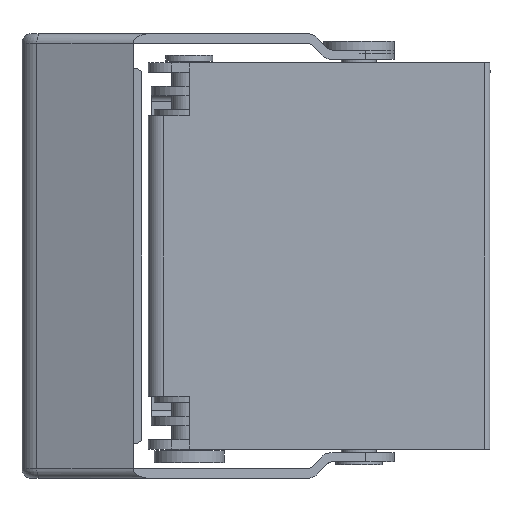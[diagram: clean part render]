
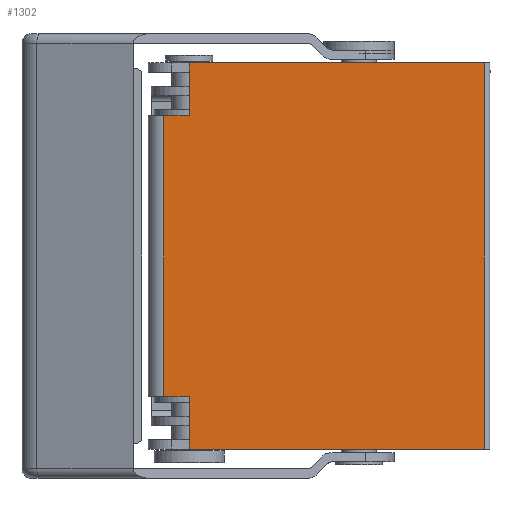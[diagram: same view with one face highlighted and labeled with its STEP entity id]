
A CAD part, front view. The second image highlights one B-rep face of the part: STEP entity #1302.
In plain terms, the highlighted planar face has unit normal (0, -1, 0).
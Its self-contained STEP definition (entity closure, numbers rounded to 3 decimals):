
#146 = DIRECTION ( 'NONE',  ( 1., 0., 0. ) ) ;
#235 = CARTESIAN_POINT ( 'NONE',  ( -11.1, 0., 12. ) ) ;
#347 = VERTEX_POINT ( 'NONE', #7095 ) ;
#675 = ORIENTED_EDGE ( 'NONE', *, *, #1503, .T. ) ;
#866 = VERTEX_POINT ( 'NONE', #1563 ) ;
#1083 = LINE ( 'NONE', #1154, #7165 ) ;
#1108 = VECTOR ( 'NONE', #146, 1000. ) ;
#1154 = CARTESIAN_POINT ( 'NONE',  ( -14.6, 0., 16.5 ) ) ;
#1186 = ORIENTED_EDGE ( 'NONE', *, *, #4853, .F. ) ;
#1302 = ADVANCED_FACE ( 'NONE', ( #3265 ), #5502, .T. ) ;
#1332 = CARTESIAN_POINT ( 'NONE',  ( 14.1, 0., 16.5 ) ) ;
#1503 = EDGE_CURVE ( 'NONE', #5697, #2644, #7001, .T. ) ;
#1504 = CARTESIAN_POINT ( 'NONE',  ( -11.1, 0., -12. ) ) ;
#1563 = CARTESIAN_POINT ( 'NONE',  ( 14.1, 0., 16.5 ) ) ;
#1940 = VERTEX_POINT ( 'NONE', #4454 ) ;
#2007 = CARTESIAN_POINT ( 'NONE',  ( -11.1, 0., -12. ) ) ;
#2057 = DIRECTION ( 'NONE',  ( 0., 0., -1. ) ) ;
#2359 = EDGE_CURVE ( 'NONE', #7416, #2439, #4167, .T. ) ;
#2439 = VERTEX_POINT ( 'NONE', #4737 ) ;
#2540 = CARTESIAN_POINT ( 'NONE',  ( -11.1, 0., -16.5 ) ) ;
#2543 = EDGE_CURVE ( 'NONE', #7416, #347, #2793, .T. ) ;
#2644 = VERTEX_POINT ( 'NONE', #2540 ) ;
#2704 = VECTOR ( 'NONE', #6904, 1000. ) ;
#2709 = EDGE_CURVE ( 'NONE', #1940, #866, #7466, .T. ) ;
#2793 = LINE ( 'NONE', #235, #1108 ) ;
#2910 = ORIENTED_EDGE ( 'NONE', *, *, #2543, .F. ) ;
#2964 = LINE ( 'NONE', #5256, #5854 ) ;
#3090 = DIRECTION ( 'NONE',  ( 0., 0., 1. ) ) ;
#3265 = FACE_OUTER_BOUND ( 'NONE', #7838, .T. ) ;
#4099 = DIRECTION ( 'NONE',  ( 0., 0., -1. ) ) ;
#4123 = DIRECTION ( 'NONE',  ( 0., -1., 0. ) ) ;
#4161 = VECTOR ( 'NONE', #6813, 1000. ) ;
#4167 = LINE ( 'NONE', #6763, #2704 ) ;
#4283 = VERTEX_POINT ( 'NONE', #6900 ) ;
#4354 = ORIENTED_EDGE ( 'NONE', *, *, #4797, .T. ) ;
#4454 = CARTESIAN_POINT ( 'NONE',  ( 14.1, 0., -16.5 ) ) ;
#4539 = CARTESIAN_POINT ( 'NONE',  ( -14.6, 0., -16.5 ) ) ;
#4722 = CARTESIAN_POINT ( 'NONE',  ( -11.1, 0., 12. ) ) ;
#4737 = CARTESIAN_POINT ( 'NONE',  ( -13.3, 0., -12. ) ) ;
#4797 = EDGE_CURVE ( 'NONE', #2439, #5697, #2964, .T. ) ;
#4853 = EDGE_CURVE ( 'NONE', #4283, #866, #1083, .T. ) ;
#5130 = DIRECTION ( 'NONE',  ( -1., 0., 0. ) ) ;
#5256 = CARTESIAN_POINT ( 'NONE',  ( -11.1, 0., -12. ) ) ;
#5502 = PLANE ( 'NONE',  #7551 ) ;
#5514 = ORIENTED_EDGE ( 'NONE', *, *, #6094, .F. ) ;
#5697 = VERTEX_POINT ( 'NONE', #1504 ) ;
#5731 = CARTESIAN_POINT ( 'NONE',  ( -13.3, 0., 12. ) ) ;
#5830 = VECTOR ( 'NONE', #3090, 1000. ) ;
#5854 = VECTOR ( 'NONE', #5881, 1000. ) ;
#5881 = DIRECTION ( 'NONE',  ( 1., 0., 0. ) ) ;
#6075 = CARTESIAN_POINT ( 'NONE',  ( 14.6, 0., -16.5 ) ) ;
#6094 = EDGE_CURVE ( 'NONE', #347, #4283, #7526, .T. ) ;
#6709 = ORIENTED_EDGE ( 'NONE', *, *, #2709, .T. ) ;
#6763 = CARTESIAN_POINT ( 'NONE',  ( -13.3, 0., -12. ) ) ;
#6810 = VECTOR ( 'NONE', #2057, 1000. ) ;
#6813 = DIRECTION ( 'NONE',  ( 0., 0., 1. ) ) ;
#6900 = CARTESIAN_POINT ( 'NONE',  ( -11.1, 0., 16.5 ) ) ;
#6904 = DIRECTION ( 'NONE',  ( 0., 0., -1. ) ) ;
#7001 = LINE ( 'NONE', #2007, #6810 ) ;
#7023 = LINE ( 'NONE', #4539, #7233 ) ;
#7095 = CARTESIAN_POINT ( 'NONE',  ( -11.1, 0., 12. ) ) ;
#7165 = VECTOR ( 'NONE', #7209, 1000. ) ;
#7209 = DIRECTION ( 'NONE',  ( 1., 0., 0. ) ) ;
#7233 = VECTOR ( 'NONE', #5130, 1000. ) ;
#7296 = ORIENTED_EDGE ( 'NONE', *, *, #7497, .F. ) ;
#7416 = VERTEX_POINT ( 'NONE', #5731 ) ;
#7466 = LINE ( 'NONE', #1332, #4161 ) ;
#7496 = ORIENTED_EDGE ( 'NONE', *, *, #2359, .T. ) ;
#7497 = EDGE_CURVE ( 'NONE', #1940, #2644, #7023, .T. ) ;
#7526 = LINE ( 'NONE', #4722, #5830 ) ;
#7551 = AXIS2_PLACEMENT_3D ( 'NONE', #6075, #4123, #4099 ) ;
#7838 = EDGE_LOOP ( 'NONE', ( #7296, #6709, #1186, #5514, #2910, #7496, #4354, #675 ) ) ;
